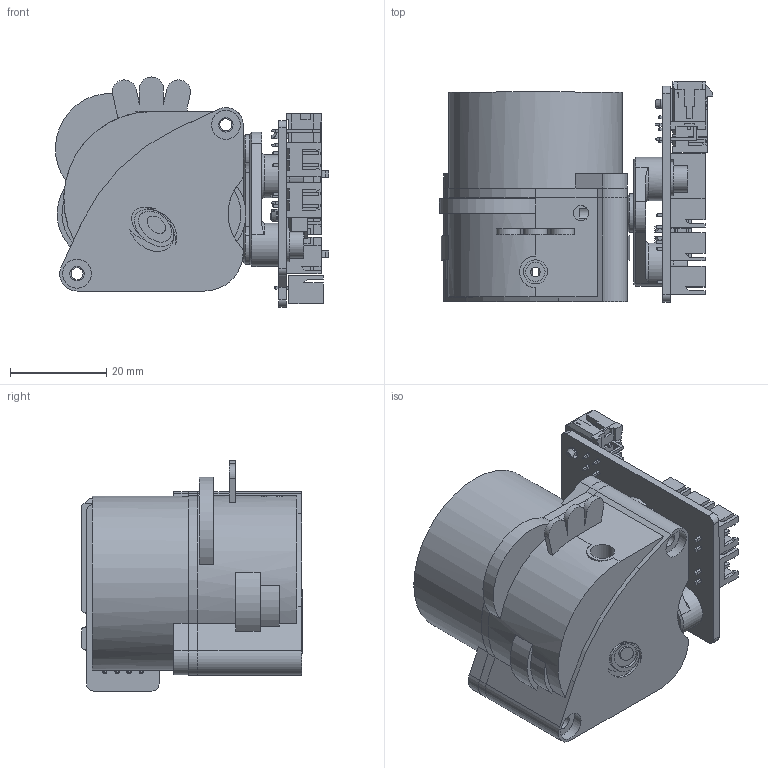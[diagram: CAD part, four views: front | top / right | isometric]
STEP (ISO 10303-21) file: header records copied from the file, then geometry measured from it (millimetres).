
FILE_DESCRIPTION(/* description */ (''),/* implementation_level */ '2;1');
FILE_NAME(/* name */ 'LGX_toolhead_PCB_mount_assembly.step',/* time_stamp */ '2022-01-10T17:49:45+00:00',/* author */ (''),/* organization */ (''),/* preprocessor_version */ 'ST-DEVELOPER v18.1',/* originating_system */ 'Autodesk Translation Framework v10.10.0.1391',/* authorisation */ '');
FILE_SCHEMA (('AUTOMOTIVE_DESIGN { 1 0 10303 214 3 1 1 }'));
Length unit declared in the file: millimetre
Products named in the file (15): LGX_toolhead_PCB_mount_assembly; LGX-Lite-Simplified; LGX_Lite_toolhead_PCB_mount; M3_threaded_insert; M3x8_CSSH; Afterburner-ERCF-PCB; Microfit2pinverical v1; Microfit14pin v1; JST - XH - Thru - 2Pin - 2.5mm (Genuine); JST - XH - Thru - 3Pin - 2.5mm (Genuine); JST - XH - Thru - 4Pin - 2.5mm (Genuine); microfit2pinhorizontal v1; 1 (1); M3_plastic_washer; M3x8_SHCS
Assembly tree (22 placements, depth 4):
  LGX_toolhead_PCB_mount_assembly
    LGX-Lite-Simplified
    LGX_Lite_toolhead_PCB_mount
      M3_threaded_insert  x2
      M3x8_CSSH  x2
    Afterburner-ERCF-PCB
      Microfit2pinverical v1
      Microfit14pin v1
      JST - XH - Thru - 2Pin - 2.5mm (Genuine)  x4
      JST - XH - Thru - 3Pin - 2.5mm (Genuine)  x2
      JST - XH - Thru - 4Pin - 2.5mm (Genuine)
      microfit2pinhorizontal v1
        1 (1)
    M3_plastic_washer  x2
    M3x8_SHCS  x2
Bounding box: 56.86 x 45.86 x 47.91 mm (x, y, z)
Volume: 57318.1 mm3; surface area: 28519 mm2
Topology: 26 solids, 166 shells, 3550 faces, 8807 edges, 5717 vertices
Faces by surface type: plane 2709, bspline 479, cylinder 316, cone 38, torus 8
Full cylindrical faces by diameter (mm): 0.8 x2, 0.9 x18, 0.914 x16, 1.1 x2, 1.524 x16, 1.6 x2, 1.8 x20, 2 x1, 2.356 x30, 2.5 x5, 2.9 x2, 2.927 x32, 3 x7, 3.15 x1, 3.2 x8, 3.4 x8, 4 x2, 4.05 x1, 4.2 x2, 4.25 x2, 4.6 x2, 4.7 x2, 5 x1, 5.5 x4, 5.54 x2, 6 x2, 7 x2, 9 x2, 16.5 x1, 36.2 x1
Entity records: 86262 total; most frequent: CARTESIAN_POINT 31043, ORIENTED_EDGE 11602, DIRECTION 10093, EDGE_CURVE 5801, LINE 4625, VECTOR 4625, VERTEX_POINT 3740, AXIS2_PLACEMENT_3D 2734
